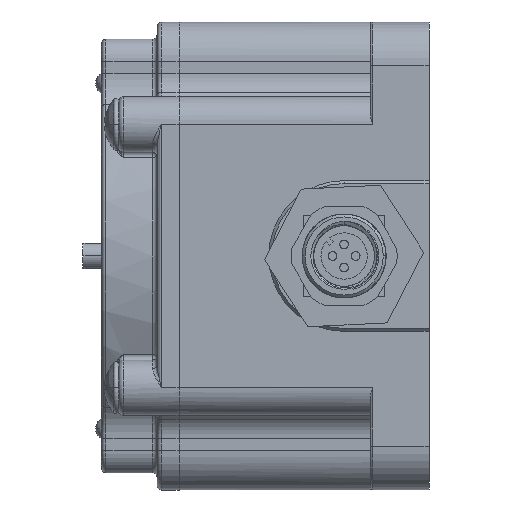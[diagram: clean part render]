
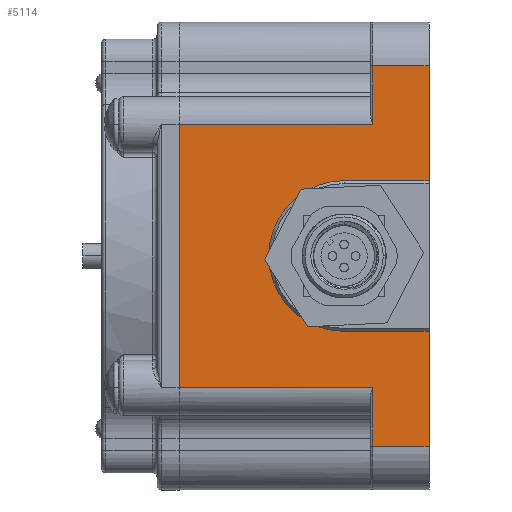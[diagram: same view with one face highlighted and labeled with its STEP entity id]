
A CAD part, left-side view. The second image highlights one B-rep face of the part: STEP entity #5114.
In plain terms, the highlighted planar face has unit normal (-1, 0, 0).
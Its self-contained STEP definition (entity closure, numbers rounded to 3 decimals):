
#254=DIRECTION('',(0.,0.,1.));
#255=VECTOR('',#254,10.119);
#256=CARTESIAN_POINT('',(-40.07,9.76,22.735));
#257=LINE('',#256,#255);
#258=DIRECTION('',(0.,0.,-1.));
#259=VECTOR('',#258,19.834);
#260=CARTESIAN_POINT('',(-40.07,0.,32.854));
#261=LINE('',#260,#259);
#262=DIRECTION('',(0.,1.,0.));
#263=VECTOR('',#262,14.67);
#264=CARTESIAN_POINT('',(-40.07,0.,13.02));
#265=LINE('',#264,#263);
#266=CARTESIAN_POINT('',(-40.07,14.67,0.));
#267=DIRECTION('',(-1.,0.,0.));
#268=DIRECTION('',(0.,0.,1.));
#269=AXIS2_PLACEMENT_3D('',#266,#267,#268);
#271=DIRECTION('',(0.,1.,0.));
#272=VECTOR('',#271,14.67);
#273=CARTESIAN_POINT('',(-40.07,0.,-13.02));
#274=LINE('',#273,#272);
#275=DIRECTION('',(0.,0.,-1.));
#276=VECTOR('',#275,19.834);
#277=CARTESIAN_POINT('',(-40.07,0.,-13.02));
#278=LINE('',#277,#276);
#279=DIRECTION('',(0.,1.,0.));
#280=VECTOR('',#279,9.76);
#281=CARTESIAN_POINT('',(-40.07,0.,-32.854));
#282=LINE('',#281,#280);
#283=DIRECTION('',(0.,0.,1.));
#284=VECTOR('',#283,10.119);
#285=CARTESIAN_POINT('',(-40.07,9.76,-32.854));
#286=LINE('',#285,#284);
#543=DIRECTION('',(0.,0.,1.));
#544=VECTOR('',#543,45.47);
#545=CARTESIAN_POINT('',(-40.07,43.18,-22.735));
#546=LINE('',#545,#544);
#815=DIRECTION('',(0.,-1.,0.));
#816=VECTOR('',#815,33.42);
#817=CARTESIAN_POINT('',(-40.07,43.18,-22.735));
#818=LINE('',#817,#816);
#932=DIRECTION('',(0.,1.,0.));
#933=VECTOR('',#932,33.42);
#934=CARTESIAN_POINT('',(-40.07,9.76,22.735));
#935=LINE('',#934,#933);
#1060=DIRECTION('',(0.,1.,0.));
#1061=VECTOR('',#1060,9.76);
#1062=CARTESIAN_POINT('',(-40.07,0.,32.854));
#1063=LINE('',#1062,#1061);
#3949=CARTESIAN_POINT('',(-40.07,0.,32.854));
#3951=VERTEX_POINT('',#3949);
#3962=CARTESIAN_POINT('',(-40.07,0.,-32.854));
#3964=VERTEX_POINT('',#3962);
#4098=CARTESIAN_POINT('',(-40.07,43.18,-22.735));
#4100=VERTEX_POINT('',#4098);
#4101=CARTESIAN_POINT('',(-40.07,43.18,22.735));
#4102=VERTEX_POINT('',#4101);
#4133=CARTESIAN_POINT('',(-40.07,0.,-13.02));
#4134=CARTESIAN_POINT('',(-40.07,14.67,-13.02));
#4135=VERTEX_POINT('',#4133);
#4136=VERTEX_POINT('',#4134);
#4137=CARTESIAN_POINT('',(-40.07,0.,13.02));
#4138=CARTESIAN_POINT('',(-40.07,14.67,13.02));
#4139=VERTEX_POINT('',#4137);
#4140=VERTEX_POINT('',#4138);
#4677=CARTESIAN_POINT('',(-40.07,9.76,32.854));
#4678=VERTEX_POINT('',#4677);
#4681=CARTESIAN_POINT('',(-40.07,9.76,22.735));
#4682=VERTEX_POINT('',#4681);
#4687=CARTESIAN_POINT('',(-40.07,9.76,-32.854));
#4688=CARTESIAN_POINT('',(-40.07,9.76,-22.735));
#4689=VERTEX_POINT('',#4687);
#4690=VERTEX_POINT('',#4688);
#5086=CARTESIAN_POINT('',(-40.07,0.,-32.854));
#5087=DIRECTION('',(-1.,0.,0.));
#5088=DIRECTION('',(0.,0.,1.));
#5089=AXIS2_PLACEMENT_3D('',#5086,#5087,#5088);
#5090=PLANE('',#5089);
#5092=ORIENTED_EDGE('',*,*,#5091,.T.);
#5094=ORIENTED_EDGE('',*,*,#5093,.F.);
#5095=ORIENTED_EDGE('',*,*,#4898,.T.);
#5097=ORIENTED_EDGE('',*,*,#5096,.T.);
#5099=ORIENTED_EDGE('',*,*,#5098,.T.);
#5100=ORIENTED_EDGE('',*,*,#5079,.F.);
#5101=ORIENTED_EDGE('',*,*,#4914,.T.);
#5103=ORIENTED_EDGE('',*,*,#5102,.T.);
#5105=ORIENTED_EDGE('',*,*,#5104,.T.);
#5107=ORIENTED_EDGE('',*,*,#5106,.F.);
#5109=ORIENTED_EDGE('',*,*,#5108,.T.);
#5111=ORIENTED_EDGE('',*,*,#5110,.F.);
#5112=EDGE_LOOP('',(#5092,#5094,#5095,#5097,#5099,#5100,#5101,#5103,#5105,#5107,
#5109,#5111));
#5113=FACE_OUTER_BOUND('',#5112,.F.);
#5114=ADVANCED_FACE('',(#5113),#5090,.T.);
#270=CIRCLE('',#269,13.02);
#4898=EDGE_CURVE('',#3951,#4139,#261,.T.);
#4914=EDGE_CURVE('',#4135,#3964,#278,.T.);
#5079=EDGE_CURVE('',#4135,#4136,#274,.T.);
#5091=EDGE_CURVE('',#4682,#4678,#257,.T.);
#5093=EDGE_CURVE('',#3951,#4678,#1063,.T.);
#5096=EDGE_CURVE('',#4139,#4140,#265,.T.);
#5098=EDGE_CURVE('',#4140,#4136,#270,.T.);
#5102=EDGE_CURVE('',#3964,#4689,#282,.T.);
#5104=EDGE_CURVE('',#4689,#4690,#286,.T.);
#5106=EDGE_CURVE('',#4100,#4690,#818,.T.);
#5108=EDGE_CURVE('',#4100,#4102,#546,.T.);
#5110=EDGE_CURVE('',#4682,#4102,#935,.T.);
